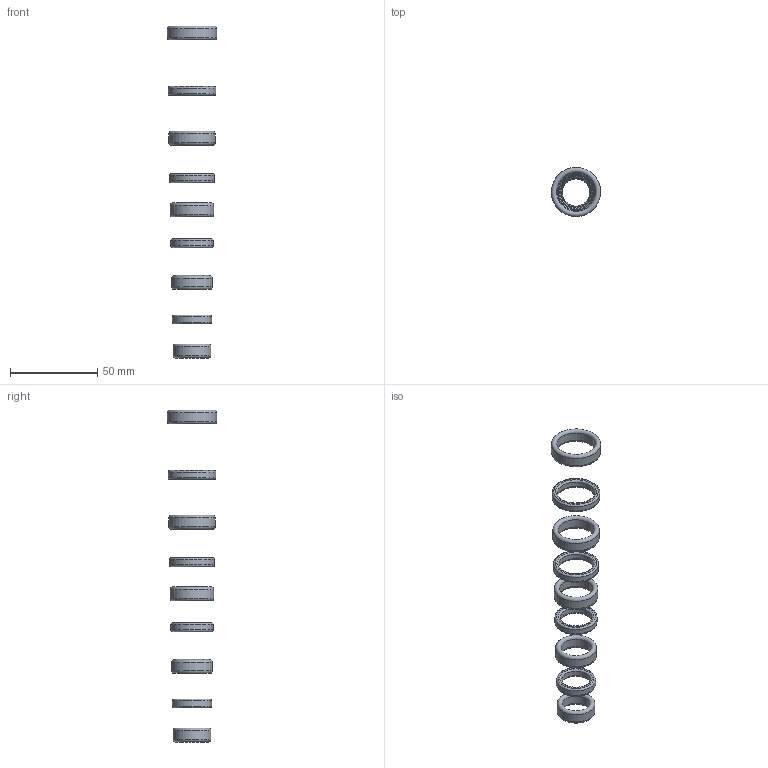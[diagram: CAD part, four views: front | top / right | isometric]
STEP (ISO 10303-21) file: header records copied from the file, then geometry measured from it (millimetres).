
FILE_DESCRIPTION(/* description */ ('STEP AP242','CAx-IF Rec.Pracs.---Representation and Presentation of Product Manufacturing Information (PMI)---4.0---2014-10-13','CAx-IF Rec.Pracs.---3D Tessellated Geometry---0.4---2014-09-14','2;1'),/* implementation_level */ '2;1');
FILE_NAME(/* name */ '658475dfc73edf0c361a5d02',/* time_stamp */ '2023-12-21T17:29:03Z',/* author */ (''),/* organization */ (''),/* preprocessor_version */ 'ST-DEVELOPER v19.4',/* originating_system */ ' ',/* authorisation */ ' ');
FILE_SCHEMA (('AP242_MANAGED_MODEL_BASED_3D_ENGINEERING_MIM_LF { 1 0 10303 442 1 1 4 }'));
Length unit declared in the file: metre
Products named in the file (10): Ring Collection Export; Size 13 Ring (22.2 mm); Rect Size 10 Ring (19.8 mm); Size 5 Ring (15.6 mm); Rect Size 6 Ring (16.5 mm); Rect Size 12 Ring (21.4 mm); Size 7 Ring (17.3 mm); Size 9 Ring (19 mm); Size 11 Ring (20.6 mm); Rect Size 8 Ring (18.2 mm)
Assembly tree (9 placements, depth 2):
  Ring Collection Export
    Size 13 Ring (22.2 mm)
    Rect Size 10 Ring (19.8 mm)
    Size 5 Ring (15.6 mm)
    Rect Size 6 Ring (16.5 mm)
    Rect Size 12 Ring (21.4 mm)
    Size 7 Ring (17.3 mm)
    Size 9 Ring (19 mm)
    Size 11 Ring (20.6 mm)
    Rect Size 8 Ring (18.2 mm)
Bounding box: 28.19 x 28.19 x 189.9 mm (x, y, z)
Volume: 11510.7 mm3; surface area: 10638.7 mm2
Topology: 9 solids, 9 shells, 52 faces, 96 edges, 52 vertices
Faces by surface type: torus 26, cylinder 18, plane 8
Full cylindrical faces by diameter (mm): 15.6 x1, 16.5 x1, 17.3 x1, 18.2 x1, 19 x1, 19.8 x1, 20.6 x1, 21.4 x1, 21.6 x1, 22.2 x1, 22.5 x1, 23.3 x1, 24.2 x1, 25 x1, 25.8 x1, 26.6 x1, 27.4 x1, 28.2 x1
Entity records: 1330 total; most frequent: DIRECTION 228, CARTESIAN_POINT 166, AXIS2_PLACEMENT_3D 114, ORIENTED_EDGE 104, EDGE_LOOP 104, FACE_BOUND 104, EDGE_CURVE 52, VERTEX_POINT 52
